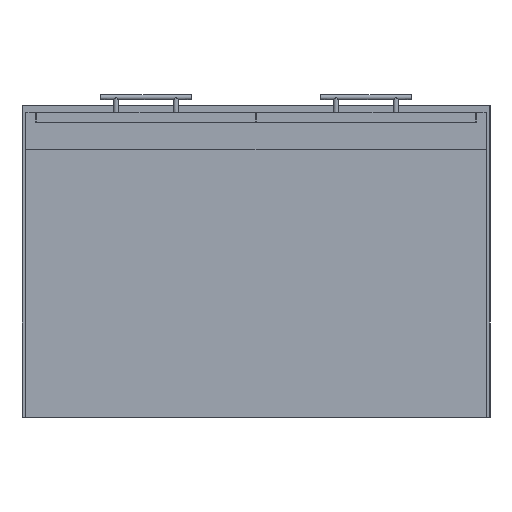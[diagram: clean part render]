
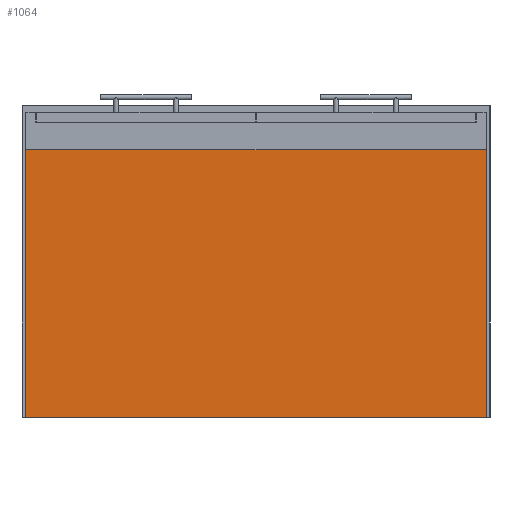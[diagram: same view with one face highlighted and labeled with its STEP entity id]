
A CAD part, front view. The second image highlights one B-rep face of the part: STEP entity #1064.
In plain terms, the highlighted planar face has unit normal (0, -1, 0).
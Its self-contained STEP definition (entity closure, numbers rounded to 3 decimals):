
#7 = DIRECTION ( 'NONE',  ( 0., 0., -1. ) ) ;
#58 = DIRECTION ( 'NONE',  ( -1., 0., 0. ) ) ;
#190 = CARTESIAN_POINT ( 'NONE',  ( -369., -490., 0. ) ) ;
#366 = DIRECTION ( 'NONE',  ( 0., 0., 1. ) ) ;
#408 = VERTEX_POINT ( 'NONE', #1180 ) ;
#421 = VERTEX_POINT ( 'NONE', #478 ) ;
#443 = ORIENTED_EDGE ( 'NONE', *, *, #1545, .T. ) ;
#474 = LINE ( 'NONE', #1152, #1341 ) ;
#478 = CARTESIAN_POINT ( 'NONE',  ( 369., -490., 0. ) ) ;
#527 = PLANE ( 'NONE',  #2029 ) ;
#544 = DIRECTION ( 'NONE',  ( -1., 0., 0. ) ) ;
#570 = VERTEX_POINT ( 'NONE', #1962 ) ;
#597 = ORIENTED_EDGE ( 'NONE', *, *, #937, .T. ) ;
#767 = VECTOR ( 'NONE', #544, 1000. ) ;
#794 = CARTESIAN_POINT ( 'NONE',  ( -369., -490., 0. ) ) ;
#879 = CARTESIAN_POINT ( 'NONE',  ( 823.468, -490., 0. ) ) ;
#937 = EDGE_CURVE ( 'NONE', #570, #408, #982, .T. ) ;
#981 = EDGE_CURVE ( 'NONE', #2095, #408, #1236, .T. ) ;
#982 = LINE ( 'NONE', #1787, #767 ) ;
#1013 = ORIENTED_EDGE ( 'NONE', *, *, #1888, .F. ) ;
#1027 = VECTOR ( 'NONE', #366, 1000. ) ;
#1057 = DIRECTION ( 'NONE',  ( 0., -1., 0. ) ) ;
#1064 = ADVANCED_FACE ( 'NONE', ( #1752 ), #527, .T. ) ;
#1152 = CARTESIAN_POINT ( 'NONE',  ( 369., -490., 0. ) ) ;
#1173 = DIRECTION ( 'NONE',  ( 0., 0., 1. ) ) ;
#1180 = CARTESIAN_POINT ( 'NONE',  ( -369., -490., 429. ) ) ;
#1236 = LINE ( 'NONE', #190, #1027 ) ;
#1341 = VECTOR ( 'NONE', #1173, 1000. ) ;
#1545 = EDGE_CURVE ( 'NONE', #421, #570, #474, .T. ) ;
#1568 = VECTOR ( 'NONE', #58, 1000. ) ;
#1574 = EDGE_LOOP ( 'NONE', ( #1013, #443, #597, #1943 ) ) ;
#1752 = FACE_OUTER_BOUND ( 'NONE', #1574, .T. ) ;
#1787 = CARTESIAN_POINT ( 'NONE',  ( 823.468, -490., 429. ) ) ;
#1888 = EDGE_CURVE ( 'NONE', #421, #2095, #2076, .T. ) ;
#1943 = ORIENTED_EDGE ( 'NONE', *, *, #981, .F. ) ;
#1962 = CARTESIAN_POINT ( 'NONE',  ( 369., -490., 429. ) ) ;
#2029 = AXIS2_PLACEMENT_3D ( 'NONE', #879, #1057, #7 ) ;
#2076 = LINE ( 'NONE', #2180, #1568 ) ;
#2095 = VERTEX_POINT ( 'NONE', #794 ) ;
#2180 = CARTESIAN_POINT ( 'NONE',  ( 823.468, -490., 0. ) ) ;
